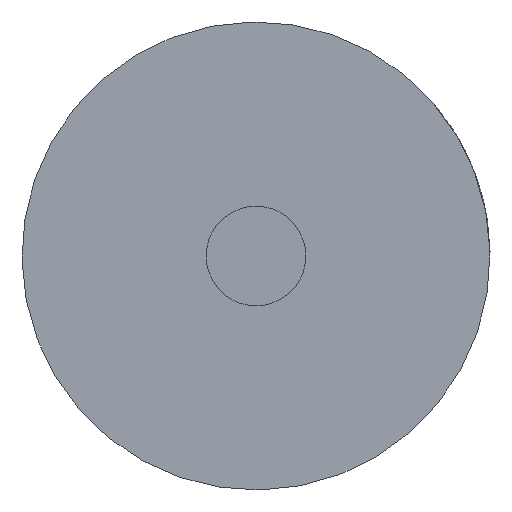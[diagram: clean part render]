
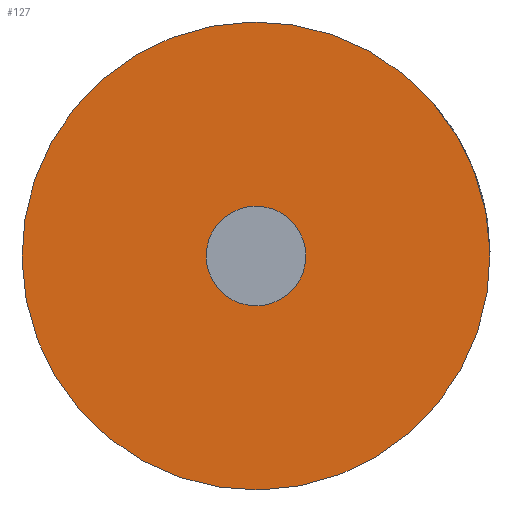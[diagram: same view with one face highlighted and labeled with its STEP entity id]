
A CAD part, left-side view. The second image highlights one B-rep face of the part: STEP entity #127.
In plain terms, the highlighted planar face has unit normal (-1, 0, 0).
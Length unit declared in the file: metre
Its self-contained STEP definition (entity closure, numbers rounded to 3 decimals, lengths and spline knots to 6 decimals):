
#23=PLANE('',#156);
#40=ORIENTED_EDGE('',*,*,#55,.F.);
#41=ORIENTED_EDGE('',*,*,#50,.F.);
#50=EDGE_CURVE('',#60,#60,#69,.F.);
#55=EDGE_CURVE('',#65,#65,#73,.T.);
#60=VERTEX_POINT('',#221);
#65=VERTEX_POINT('',#247);
#69=CIRCLE('',#147,0.00635);
#73=CIRCLE('',#157,0.001353);
#88=EDGE_LOOP('',(#40));
#89=EDGE_LOOP('',(#41));
#108=FACE_BOUND('',#88,.T.);
#109=FACE_BOUND('',#89,.T.);
#127=ADVANCED_FACE('',(#108,#109),#23,.T.);
#147=AXIS2_PLACEMENT_3D('',#220,#170,#171);
#156=AXIS2_PLACEMENT_3D('',#245,#188,#189);
#157=AXIS2_PLACEMENT_3D('',#246,#190,#191);
#170=DIRECTION('',(-1.,0.,0.));
#171=DIRECTION('',(0.,-0.156,0.988));
#188=DIRECTION('',(-1.,0.,0.));
#189=DIRECTION('',(0.,0.988,0.156));
#190=DIRECTION('',(-1.,0.,0.));
#191=DIRECTION('',(0.,-0.156,0.988));
#220=CARTESIAN_POINT('',(-0.040842,0.300996,0.121495));
#221=CARTESIAN_POINT('',(-0.040842,0.300003,0.127767));
#245=CARTESIAN_POINT('',(-0.040842,0.300762,0.122969));
#246=CARTESIAN_POINT('',(-0.040842,0.300996,0.121495));
#247=CARTESIAN_POINT('',(-0.040842,0.300784,0.122831));
